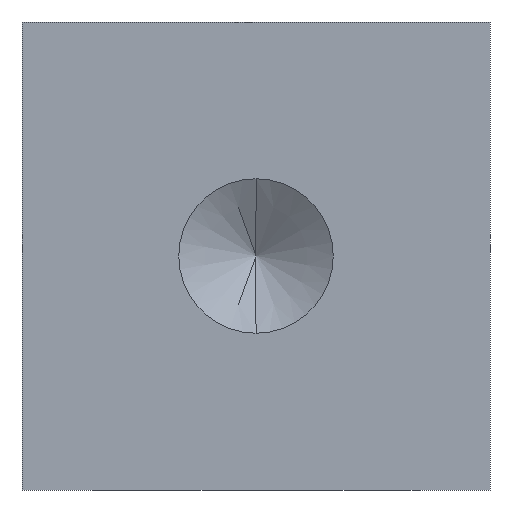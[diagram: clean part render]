
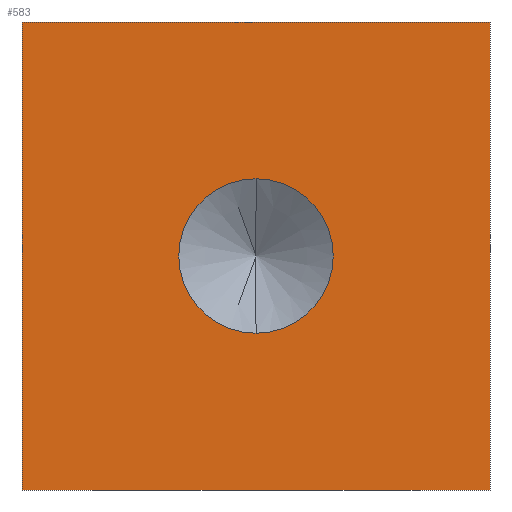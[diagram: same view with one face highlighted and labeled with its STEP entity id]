
A CAD part, front view. The second image highlights one B-rep face of the part: STEP entity #583.
In plain terms, the highlighted planar face has unit normal (0, -1, 0).
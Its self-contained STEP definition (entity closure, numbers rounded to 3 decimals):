
#7 = CARTESIAN_POINT ( 'NONE',  ( -5., 0., -5. ) ) ;
#10 = DIRECTION ( 'NONE',  ( -1., 0., 0. ) ) ;
#18 = DIRECTION ( 'NONE',  ( 0., 0., -1. ) ) ;
#34 = VERTEX_POINT ( 'NONE', #161 ) ;
#56 = AXIS2_PLACEMENT_3D ( 'NONE', #459, #568, #81 ) ;
#59 = CARTESIAN_POINT ( 'NONE',  ( 0., 0., 0. ) ) ;
#72 = ORIENTED_EDGE ( 'NONE', *, *, #535, .F. ) ;
#81 = DIRECTION ( 'NONE',  ( 0., 0., 1. ) ) ;
#84 = ORIENTED_EDGE ( 'NONE', *, *, #660, .F. ) ;
#123 = CARTESIAN_POINT ( 'NONE',  ( 5., 0., -5. ) ) ;
#127 = ORIENTED_EDGE ( 'NONE', *, *, #547, .F. ) ;
#144 = VERTEX_POINT ( 'NONE', #509 ) ;
#145 = AXIS2_PLACEMENT_3D ( 'NONE', #59, #657, #164 ) ;
#161 = CARTESIAN_POINT ( 'NONE',  ( 0., 0., -1.65 ) ) ;
#164 = DIRECTION ( 'NONE',  ( 0., 0., -1. ) ) ;
#182 = DIRECTION ( 'NONE',  ( 0., 0., -1. ) ) ;
#186 = PLANE ( 'NONE',  #56 ) ;
#225 = ORIENTED_EDGE ( 'NONE', *, *, #694, .F. ) ;
#232 = LINE ( 'NONE', #675, #423 ) ;
#244 = CARTESIAN_POINT ( 'NONE',  ( -5., 0., -5. ) ) ;
#250 = VERTEX_POINT ( 'NONE', #584 ) ;
#277 = CIRCLE ( 'NONE', #710, 1.65 ) ;
#279 = EDGE_LOOP ( 'NONE', ( #127, #699 ) ) ;
#288 = FACE_BOUND ( 'NONE', #279, .T. ) ;
#332 = VECTOR ( 'NONE', #10, 1000. ) ;
#340 = LINE ( 'NONE', #123, #482 ) ;
#347 = FACE_OUTER_BOUND ( 'NONE', #574, .T. ) ;
#369 = DIRECTION ( 'NONE',  ( 0., 0., 1. ) ) ;
#398 = CARTESIAN_POINT ( 'NONE',  ( 0., 0., 0. ) ) ;
#423 = VECTOR ( 'NONE', #448, 1000. ) ;
#436 = LINE ( 'NONE', #7, #332 ) ;
#439 = VERTEX_POINT ( 'NONE', #707 ) ;
#448 = DIRECTION ( 'NONE',  ( 1., 0., 0. ) ) ;
#452 = EDGE_CURVE ( 'NONE', #439, #623, #436, .T. ) ;
#459 = CARTESIAN_POINT ( 'NONE',  ( 0., 0., 0. ) ) ;
#482 = VECTOR ( 'NONE', #182, 1000. ) ;
#492 = VECTOR ( 'NONE', #369, 1000. ) ;
#509 = CARTESIAN_POINT ( 'NONE',  ( 5., 0., 5. ) ) ;
#535 = EDGE_CURVE ( 'NONE', #623, #250, #542, .T. ) ;
#542 = LINE ( 'NONE', #653, #492 ) ;
#547 = EDGE_CURVE ( 'NONE', #34, #674, #708, .T. ) ;
#568 = DIRECTION ( 'NONE',  ( 0., 1., 0. ) ) ;
#574 = EDGE_LOOP ( 'NONE', ( #84, #225, #72, #634 ) ) ;
#583 = ADVANCED_FACE ( 'NONE', ( #288, #347 ), #186, .F. ) ;
#584 = CARTESIAN_POINT ( 'NONE',  ( -5., 0., 5. ) ) ;
#623 = VERTEX_POINT ( 'NONE', #244 ) ;
#625 = CARTESIAN_POINT ( 'NONE',  ( 0., 0., 1.65 ) ) ;
#629 = DIRECTION ( 'NONE',  ( 0., -1., 0. ) ) ;
#634 = ORIENTED_EDGE ( 'NONE', *, *, #452, .F. ) ;
#653 = CARTESIAN_POINT ( 'NONE',  ( -5., 0., -5. ) ) ;
#657 = DIRECTION ( 'NONE',  ( 0., -1., 0. ) ) ;
#660 = EDGE_CURVE ( 'NONE', #144, #439, #340, .T. ) ;
#674 = VERTEX_POINT ( 'NONE', #625 ) ;
#675 = CARTESIAN_POINT ( 'NONE',  ( -5., 0., 5. ) ) ;
#692 = EDGE_CURVE ( 'NONE', #674, #34, #277, .T. ) ;
#694 = EDGE_CURVE ( 'NONE', #250, #144, #232, .T. ) ;
#699 = ORIENTED_EDGE ( 'NONE', *, *, #692, .F. ) ;
#707 = CARTESIAN_POINT ( 'NONE',  ( 5., 0., -5. ) ) ;
#708 = CIRCLE ( 'NONE', #145, 1.65 ) ;
#710 = AXIS2_PLACEMENT_3D ( 'NONE', #398, #629, #18 ) ;
